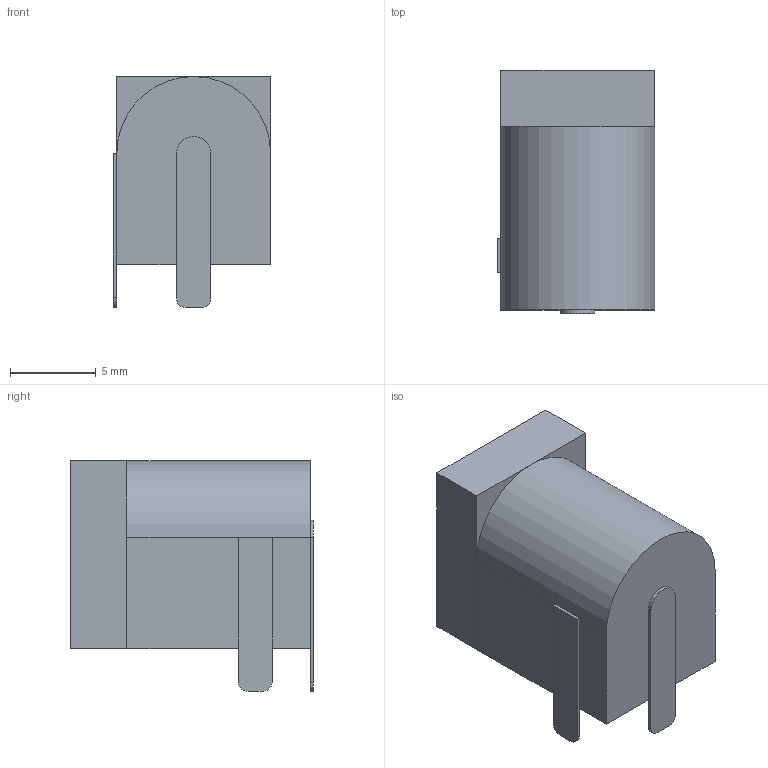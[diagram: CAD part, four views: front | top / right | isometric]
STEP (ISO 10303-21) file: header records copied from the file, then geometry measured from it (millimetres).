
FILE_DESCRIPTION(('FreeCAD Model'),'2;1');
FILE_NAME('Open CASCADE Shape Model','2022-07-30T19:10:10',( 'kicad StepUp'),('ksu MCAD'),'Open CASCADE STEP processor 7.5', 'FreeCAD','Unknown');
FILE_SCHEMA(('AUTOMOTIVE_DESIGN { 1 0 10303 214 1 1 1 1 }'));
Length unit declared in the file: millimetre
Products named in the file (3): Barrel_jack; Body; Body001
Assembly tree (2 placements, depth 2):
  Barrel_jack
    Body
    Body001
Bounding box: 9.2 x 14.2 x 13.5 mm (x, y, z)
Volume: 1014.1 mm3; surface area: 1079 mm2
Topology: 3 solids, 3 shells, 33 faces, 69 edges, 44 vertices
Faces by surface type: plane 24, cylinder 8, revolution 1
Full cylindrical faces by diameter (mm): 1.8 x1, 6.4 x1
Entity records: 1090 total; most frequent: DIRECTION 159, CARTESIAN_POINT 156, ORIENTED_EDGE 138, EDGE_CURVE 69, AXIS2_PLACEMENT_3D 54, LINE 50, VECTOR 50, VERTEX_POINT 44
